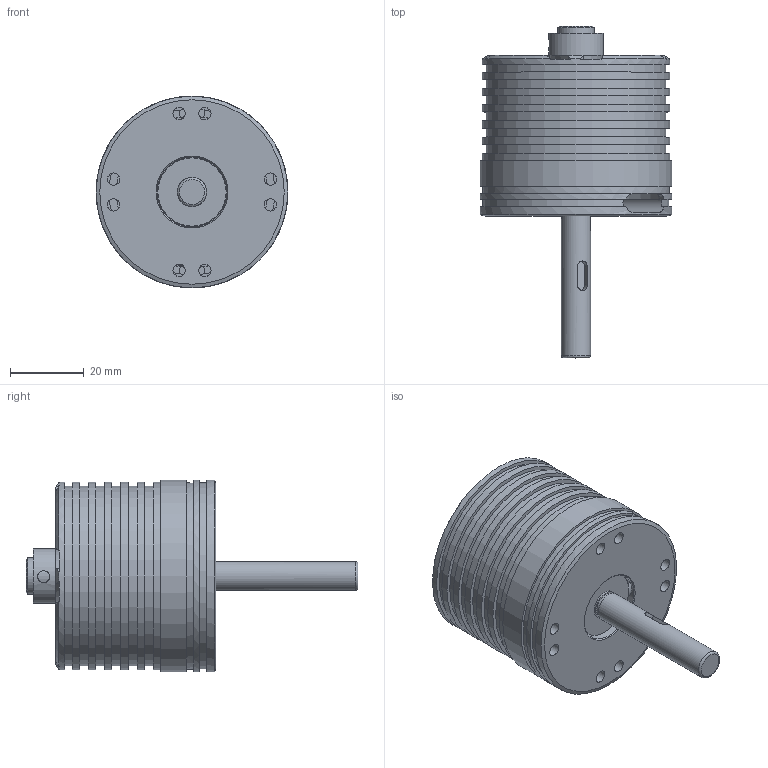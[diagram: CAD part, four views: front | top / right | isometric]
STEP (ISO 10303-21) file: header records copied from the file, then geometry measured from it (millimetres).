
FILE_DESCRIPTION(/* description */ (''),/* implementation_level */ '2;1');
FILE_NAME(/* name */ 'cefda75d-3a88-4b18-94a0-57068649ec11.stp',/* time_stamp */ '2018-11-25T18:52:18+00:00',/* author */ ('emisnug'),/* organization */ (''),/* preprocessor_version */ 'ST-DEVELOPER v17.2',/* originating_system */ 'Autodesk Translation Framework v7.6.0.251',/* authorisation */ '');
FILE_SCHEMA (('AUTOMOTIVE_DESIGN { 1 0 10303 214 3 1 1 }'));
Length unit declared in the file: millimetre
Products named in the file (7): Master Assembly; Magnets; Can; Shaft; Stator Core; Front Part; Bearing (False - Needs Updating)
Assembly tree (6 placements, depth 2):
  Master Assembly
    Magnets
    Can
    Shaft
    Stator Core
    Front Part
    Bearing (False - Needs Updating)
Bounding box: 52 x 90 x 52 mm (x, y, z)
Volume: 51154.7 mm3; surface area: 46588.7 mm2
Topology: 19 solids, 19 shells, 487 faces, 1279 edges, 856 vertices
Faces by surface type: plane 281, cylinder 185, cone 12, bspline 9
Full cylindrical faces by diameter (mm): 3.332 x9, 7 x1, 7.8 x1, 7.898 x2, 8 x2, 9.8 x1, 10 x1, 13.5 x2, 14.8 x1, 15 x1, 15.5 x1, 18.5 x1, 19 x1, 41 x1, 45 x1, 48.7 x7, 49.4 x1, 50.5 x1, 50.8 x7, 52 x2
Entity records: 16419 total; most frequent: CARTESIAN_POINT 3768, DIRECTION 2632, ORIENTED_EDGE 2558, EDGE_CURVE 1279, AXIS2_PLACEMENT_3D 953, VERTEX_POINT 856, LINE 726, VECTOR 726
